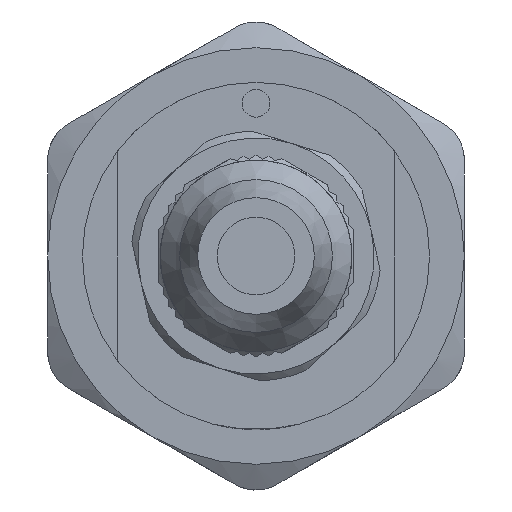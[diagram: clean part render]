
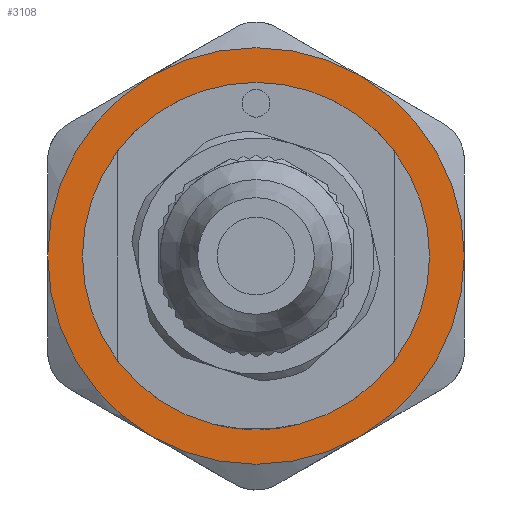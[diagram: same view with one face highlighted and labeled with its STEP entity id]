
A CAD part, left-side view. The second image highlights one B-rep face of the part: STEP entity #3108.
In plain terms, the highlighted planar face has unit normal (-1, 0, 0).
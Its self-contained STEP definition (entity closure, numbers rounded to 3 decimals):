
#196 = CIRCLE ( 'NONE', #12605, 15. ) ;
#311 = EDGE_CURVE ( 'NONE', #1684, #1684, #11889, .T. ) ;
#610 = EDGE_CURVE ( 'NONE', #14784, #11579, #10275, .T. ) ;
#679 = EDGE_LOOP ( 'NONE', ( #10593, #1058, #2663, #2691, #7210, #10452 ) ) ;
#994 = DIRECTION ( 'NONE',  ( 0., 0.5, 0.866 ) ) ;
#1058 = ORIENTED_EDGE ( 'NONE', *, *, #4784, .F. ) ;
#1300 = AXIS2_PLACEMENT_3D ( 'NONE', #21302, #9440, #18098 ) ;
#1339 = AXIS2_PLACEMENT_3D ( 'NONE', #15076, #18419, #9988 ) ;
#1684 = VERTEX_POINT ( 'NONE', #15219 ) ;
#2663 = ORIENTED_EDGE ( 'NONE', *, *, #610, .F. ) ;
#2691 = ORIENTED_EDGE ( 'NONE', *, *, #11941, .F. ) ;
#3108 = ADVANCED_FACE ( 'NONE', ( #8668, #18886 ), #8790, .T. ) ;
#3870 = EDGE_CURVE ( 'NONE', #10185, #12348, #196, .T. ) ;
#4183 = DIRECTION ( 'NONE',  ( 0., 0.5, 0.866 ) ) ;
#4784 = EDGE_CURVE ( 'NONE', #11579, #10185, #11240, .T. ) ;
#5584 = EDGE_LOOP ( 'NONE', ( #21838 ) ) ;
#5750 = VERTEX_POINT ( 'NONE', #15801 ) ;
#6086 = DIRECTION ( 'NONE',  ( -1., 0., 0. ) ) ;
#6576 = CARTESIAN_POINT ( 'NONE',  ( -63.058, 17.188, 28.293 ) ) ;
#7116 = DIRECTION ( 'NONE',  ( 0., 0.5, 0.866 ) ) ;
#7172 = DIRECTION ( 'NONE',  ( 0., 0.5, 0.866 ) ) ;
#7210 = ORIENTED_EDGE ( 'NONE', *, *, #8424, .F. ) ;
#7283 = DIRECTION ( 'NONE',  ( 1., 0., 0. ) ) ;
#8424 = EDGE_CURVE ( 'NONE', #10045, #5750, #11942, .T. ) ;
#8668 = FACE_BOUND ( 'NONE', #5584, .T. ) ;
#8790 = PLANE ( 'NONE',  #13586 ) ;
#8936 = DIRECTION ( 'NONE',  ( 0., 0.5, 0.866 ) ) ;
#9029 = AXIS2_PLACEMENT_3D ( 'NONE', #15890, #15995, #14555 ) ;
#9440 = DIRECTION ( 'NONE',  ( 1., 0., 0. ) ) ;
#9988 = DIRECTION ( 'NONE',  ( 0., 0.5, 0.866 ) ) ;
#10045 = VERTEX_POINT ( 'NONE', #18747 ) ;
#10185 = VERTEX_POINT ( 'NONE', #20945 ) ;
#10275 = CIRCLE ( 'NONE', #12390, 15. ) ;
#10452 = ORIENTED_EDGE ( 'NONE', *, *, #17717, .F. ) ;
#10593 = ORIENTED_EDGE ( 'NONE', *, *, #3870, .F. ) ;
#10965 = CARTESIAN_POINT ( 'NONE',  ( -63.058, 24.688, 41.283 ) ) ;
#10988 = CARTESIAN_POINT ( 'NONE',  ( -63.058, 9.688, 41.283 ) ) ;
#11240 = CIRCLE ( 'NONE', #13720, 15. ) ;
#11579 = VERTEX_POINT ( 'NONE', #10965 ) ;
#11889 = CIRCLE ( 'NONE', #14708, 11.75 ) ;
#11941 = EDGE_CURVE ( 'NONE', #5750, #14784, #19324, .T. ) ;
#11942 = CIRCLE ( 'NONE', #1300, 15. ) ;
#12281 = CARTESIAN_POINT ( 'NONE',  ( -63.058, 2.188, 54.274 ) ) ;
#12348 = VERTEX_POINT ( 'NONE', #12281 ) ;
#12390 = AXIS2_PLACEMENT_3D ( 'NONE', #16163, #17840, #4183 ) ;
#12605 = AXIS2_PLACEMENT_3D ( 'NONE', #20607, #7283, #7172 ) ;
#13586 = AXIS2_PLACEMENT_3D ( 'NONE', #15332, #15559, #7116 ) ;
#13720 = AXIS2_PLACEMENT_3D ( 'NONE', #19057, #17374, #8936 ) ;
#14555 = DIRECTION ( 'NONE',  ( 0., -0.5, -0.866 ) ) ;
#14708 = AXIS2_PLACEMENT_3D ( 'NONE', #10988, #6086, #994 ) ;
#14784 = VERTEX_POINT ( 'NONE', #6576 ) ;
#15076 = CARTESIAN_POINT ( 'NONE',  ( -63.058, 9.688, 41.283 ) ) ;
#15219 = CARTESIAN_POINT ( 'NONE',  ( -63.058, 15.563, 51.459 ) ) ;
#15332 = CARTESIAN_POINT ( 'NONE',  ( -63.058, 24.688, 32.623 ) ) ;
#15559 = DIRECTION ( 'NONE',  ( -1., 0., 0. ) ) ;
#15801 = CARTESIAN_POINT ( 'NONE',  ( -63.058, 2.188, 28.293 ) ) ;
#15890 = CARTESIAN_POINT ( 'NONE',  ( -63.058, 9.688, 41.283 ) ) ;
#15995 = DIRECTION ( 'NONE',  ( 1., 0., 0. ) ) ;
#16163 = CARTESIAN_POINT ( 'NONE',  ( -63.058, 9.688, 41.283 ) ) ;
#17296 = CIRCLE ( 'NONE', #1339, 15. ) ;
#17374 = DIRECTION ( 'NONE',  ( 1., 0., 0. ) ) ;
#17717 = EDGE_CURVE ( 'NONE', #12348, #10045, #17296, .T. ) ;
#17840 = DIRECTION ( 'NONE',  ( 1., 0., 0. ) ) ;
#18098 = DIRECTION ( 'NONE',  ( 0., 0.5, 0.866 ) ) ;
#18419 = DIRECTION ( 'NONE',  ( 1., 0., 0. ) ) ;
#18747 = CARTESIAN_POINT ( 'NONE',  ( -63.058, -5.312, 41.283 ) ) ;
#18886 = FACE_OUTER_BOUND ( 'NONE', #679, .T. ) ;
#19057 = CARTESIAN_POINT ( 'NONE',  ( -63.058, 9.688, 41.283 ) ) ;
#19324 = CIRCLE ( 'NONE', #9029, 15. ) ;
#20607 = CARTESIAN_POINT ( 'NONE',  ( -63.058, 9.688, 41.283 ) ) ;
#20945 = CARTESIAN_POINT ( 'NONE',  ( -63.058, 17.188, 54.274 ) ) ;
#21302 = CARTESIAN_POINT ( 'NONE',  ( -63.058, 9.688, 41.283 ) ) ;
#21838 = ORIENTED_EDGE ( 'NONE', *, *, #311, .F. ) ;
